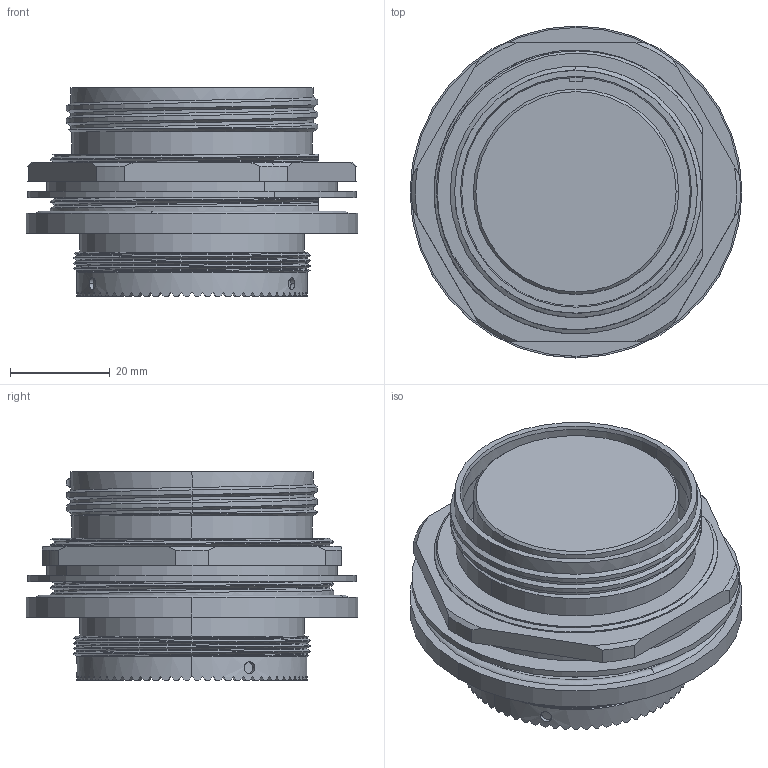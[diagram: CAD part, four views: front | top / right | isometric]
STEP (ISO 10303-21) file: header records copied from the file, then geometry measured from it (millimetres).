
FILE_DESCRIPTION (( 'STEP AP203' ), '1' );
FILE_NAME ('Size 31 Jam.STEP', '2019-04-17T18:48:35', ( '' ), ( '' ), 'SwSTEP 2.0', 'SolidWorks 2019', '' );
FILE_SCHEMA (( 'CONFIG_CONTROL_DESIGN' ));
Length unit declared in the file: inch
Products named in the file (1): Size 31 Jam
Bounding box: 66.67 x 66.67 x 41.91 mm (x, y, z)
Volume: 87377 mm3; surface area: 21963.7 mm2
Topology: 1 solids, 1 shells, 409 faces, 1166 edges, 773 vertices
Faces by surface type: plane 296, cylinder 74, cone 21, bspline 16, torus 2
Entity records: 18356 total; most frequent: CARTESIAN_POINT 8477, ORIENTED_EDGE 2328, DIRECTION 1914, EDGE_CURVE 1164, VERTEX_POINT 773, AXIS2_PLACEMENT_3D 764, EDGE_LOOP 425, FACE_OUTER_BOUND 409
